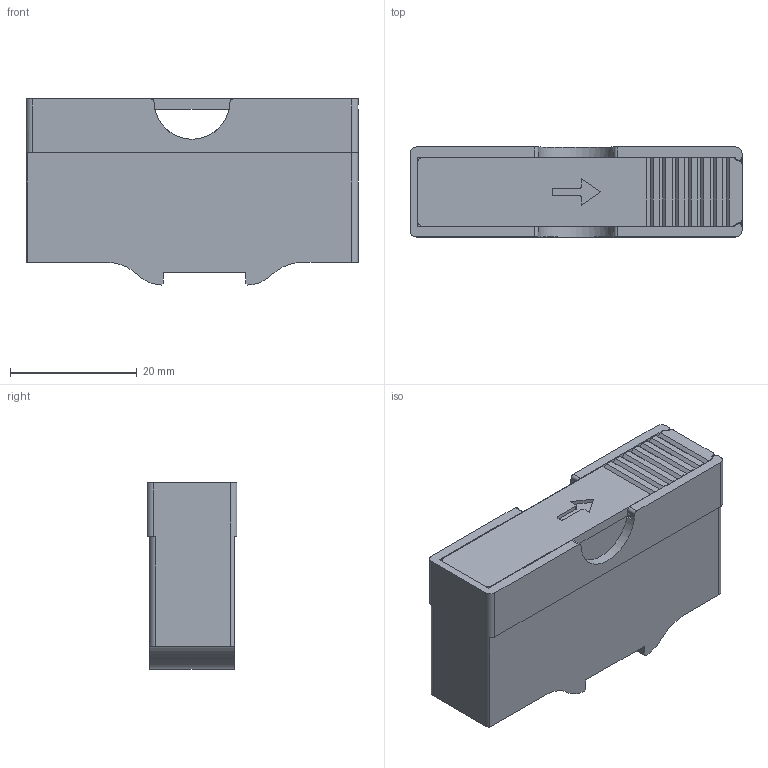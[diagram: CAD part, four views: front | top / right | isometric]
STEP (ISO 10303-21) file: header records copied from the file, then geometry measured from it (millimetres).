
FILE_DESCRIPTION(/* description */ (''),/* implementation_level */ '2;1');
FILE_NAME(/* name */ 'battery enclosure.step',/* time_stamp */ '2022-08-12T16:04:00+02:00',/* author */ (''),/* organization */ (''),/* preprocessor_version */ 'ST-DEVELOPER v19',/* originating_system */ 'Autodesk Translation Framework v11.7.0.108',/* authorisation */ '');
FILE_SCHEMA (('AUTOMOTIVE_DESIGN { 1 0 10303 214 3 1 1 }'));
Length unit declared in the file: millimetre
Products named in the file (1): Batterie Box
Bounding box: 52.4 x 14.2 x 29.39 mm (x, y, z)
Volume: 6166.7 mm3; surface area: 9403.8 mm2
Topology: 2 solids, 2 shells, 145 faces, 415 edges, 276 vertices
Faces by surface type: plane 96, cylinder 48, torus 1
Full cylindrical faces by diameter (mm): 3 x1, 6 x1
Entity records: 4779 total; most frequent: CARTESIAN_POINT 837, ORIENTED_EDGE 830, DIRECTION 817, EDGE_CURVE 415, LINE 305, VECTOR 305, VERTEX_POINT 276, AXIS2_PLACEMENT_3D 256
